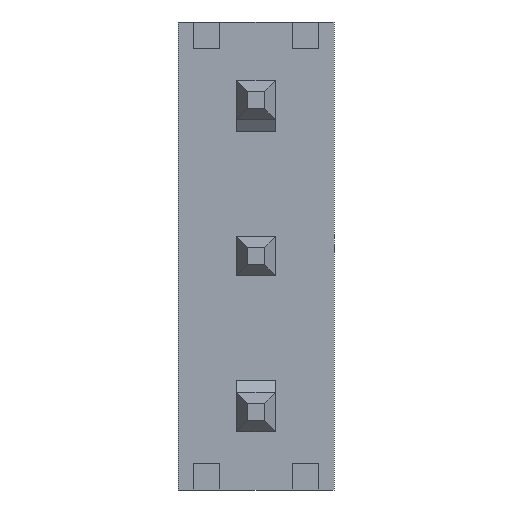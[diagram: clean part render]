
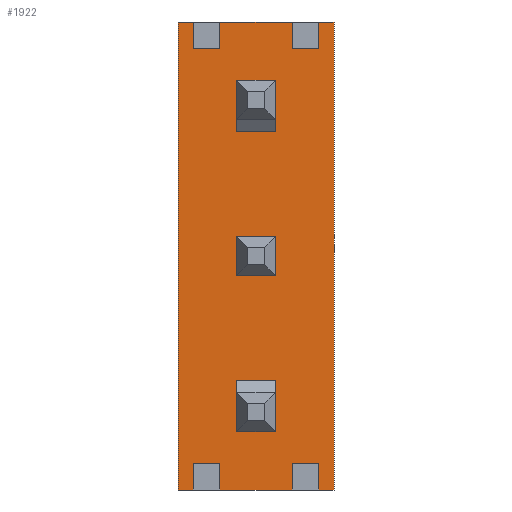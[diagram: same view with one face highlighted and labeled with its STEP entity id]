
A CAD part, front view. The second image highlights one B-rep face of the part: STEP entity #1922.
In plain terms, the highlighted planar face has unit normal (0, -1, 0).
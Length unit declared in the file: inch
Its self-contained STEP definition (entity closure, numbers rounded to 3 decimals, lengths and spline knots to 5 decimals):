
#167=ORIENTED_EDGE('',*,*,#583,.F.);
#168=ORIENTED_EDGE('',*,*,#655,.F.);
#169=ORIENTED_EDGE('',*,*,#594,.T.);
#170=ORIENTED_EDGE('',*,*,#608,.T.);
#171=ORIENTED_EDGE('',*,*,#601,.F.);
#172=ORIENTED_EDGE('',*,*,#656,.F.);
#173=ORIENTED_EDGE('',*,*,#588,.T.);
#174=ORIENTED_EDGE('',*,*,#607,.T.);
#175=ORIENTED_EDGE('',*,*,#653,.T.);
#176=ORIENTED_EDGE('',*,*,#610,.T.);
#177=ORIENTED_EDGE('',*,*,#586,.T.);
#178=ORIENTED_EDGE('',*,*,#657,.T.);
#179=ORIENTED_EDGE('',*,*,#597,.F.);
#180=ORIENTED_EDGE('',*,*,#609,.T.);
#181=ORIENTED_EDGE('',*,*,#592,.T.);
#182=ORIENTED_EDGE('',*,*,#658,.T.);
#183=ORIENTED_EDGE('',*,*,#579,.F.);
#184=ORIENTED_EDGE('',*,*,#614,.T.);
#185=ORIENTED_EDGE('',*,*,#651,.T.);
#186=ORIENTED_EDGE('',*,*,#603,.T.);
#187=ORIENTED_EDGE('',*,*,#645,.F.);
#188=ORIENTED_EDGE('',*,*,#622,.F.);
#189=ORIENTED_EDGE('',*,*,#619,.F.);
#190=ORIENTED_EDGE('',*,*,#616,.F.);
#191=ORIENTED_EDGE('',*,*,#647,.F.);
#192=ORIENTED_EDGE('',*,*,#632,.F.);
#193=ORIENTED_EDGE('',*,*,#629,.F.);
#194=ORIENTED_EDGE('',*,*,#626,.F.);
#195=ORIENTED_EDGE('',*,*,#649,.F.);
#196=ORIENTED_EDGE('',*,*,#642,.F.);
#197=ORIENTED_EDGE('',*,*,#639,.F.);
#198=ORIENTED_EDGE('',*,*,#636,.F.);
#579=EDGE_CURVE('',#849,#850,#1021,.T.);
#583=EDGE_CURVE('',#851,#852,#1025,.T.);
#586=EDGE_CURVE('',#854,#853,#1028,.T.);
#588=EDGE_CURVE('',#855,#856,#1030,.T.);
#592=EDGE_CURVE('',#858,#857,#1034,.T.);
#594=EDGE_CURVE('',#859,#860,#1036,.T.);
#597=EDGE_CURVE('',#861,#862,#1039,.T.);
#601=EDGE_CURVE('',#863,#864,#1043,.T.);
#603=EDGE_CURVE('',#865,#852,#1045,.T.);
#607=EDGE_CURVE('',#856,#868,#1049,.T.);
#608=EDGE_CURVE('',#860,#864,#1050,.T.);
#609=EDGE_CURVE('',#861,#858,#1051,.T.);
#610=EDGE_CURVE('',#869,#854,#1052,.T.);
#614=EDGE_CURVE('',#849,#872,#1056,.T.);
#616=EDGE_CURVE('',#874,#875,#1058,.T.);
#619=EDGE_CURVE('',#875,#877,#1061,.T.);
#622=EDGE_CURVE('',#877,#879,#1064,.T.);
#626=EDGE_CURVE('',#882,#883,#1068,.T.);
#629=EDGE_CURVE('',#883,#885,#1071,.T.);
#632=EDGE_CURVE('',#885,#887,#1074,.T.);
#636=EDGE_CURVE('',#890,#891,#1078,.T.);
#639=EDGE_CURVE('',#891,#893,#1081,.T.);
#642=EDGE_CURVE('',#893,#895,#1084,.T.);
#645=EDGE_CURVE('',#879,#874,#1087,.T.);
#647=EDGE_CURVE('',#887,#882,#1089,.T.);
#649=EDGE_CURVE('',#895,#890,#1091,.T.);
#651=EDGE_CURVE('',#872,#865,#1093,.T.);
#653=EDGE_CURVE('',#868,#869,#1095,.T.);
#655=EDGE_CURVE('',#859,#851,#1097,.T.);
#656=EDGE_CURVE('',#855,#863,#1098,.T.);
#657=EDGE_CURVE('',#853,#862,#1099,.T.);
#658=EDGE_CURVE('',#857,#850,#1100,.T.);
#849=VERTEX_POINT('',#2668);
#850=VERTEX_POINT('',#2669);
#851=VERTEX_POINT('',#2674);
#852=VERTEX_POINT('',#2676);
#853=VERTEX_POINT('',#2680);
#854=VERTEX_POINT('',#2682);
#855=VERTEX_POINT('',#2686);
#856=VERTEX_POINT('',#2687);
#857=VERTEX_POINT('',#2692);
#858=VERTEX_POINT('',#2694);
#859=VERTEX_POINT('',#2698);
#860=VERTEX_POINT('',#2699);
#861=VERTEX_POINT('',#2704);
#862=VERTEX_POINT('',#2705);
#863=VERTEX_POINT('',#2710);
#864=VERTEX_POINT('',#2712);
#865=VERTEX_POINT('',#2716);
#868=VERTEX_POINT('',#2722);
#869=VERTEX_POINT('',#2728);
#872=VERTEX_POINT('',#2734);
#874=VERTEX_POINT('',#2739);
#875=VERTEX_POINT('',#2741);
#877=VERTEX_POINT('',#2747);
#879=VERTEX_POINT('',#2753);
#882=VERTEX_POINT('',#2760);
#883=VERTEX_POINT('',#2762);
#885=VERTEX_POINT('',#2768);
#887=VERTEX_POINT('',#2774);
#890=VERTEX_POINT('',#2781);
#891=VERTEX_POINT('',#2783);
#893=VERTEX_POINT('',#2789);
#895=VERTEX_POINT('',#2795);
#1021=LINE('',#2667,#1291);
#1025=LINE('',#2675,#1295);
#1028=LINE('',#2681,#1298);
#1030=LINE('',#2685,#1300);
#1034=LINE('',#2693,#1304);
#1036=LINE('',#2697,#1306);
#1039=LINE('',#2703,#1309);
#1043=LINE('',#2711,#1313);
#1045=LINE('',#2715,#1315);
#1049=LINE('',#2723,#1319);
#1050=LINE('',#2724,#1320);
#1051=LINE('',#2726,#1321);
#1052=LINE('',#2727,#1322);
#1056=LINE('',#2735,#1326);
#1058=LINE('',#2740,#1328);
#1061=LINE('',#2746,#1331);
#1064=LINE('',#2752,#1334);
#1068=LINE('',#2761,#1338);
#1071=LINE('',#2767,#1341);
#1074=LINE('',#2773,#1344);
#1078=LINE('',#2782,#1348);
#1081=LINE('',#2788,#1351);
#1084=LINE('',#2794,#1354);
#1087=LINE('',#2800,#1357);
#1089=LINE('',#2803,#1359);
#1091=LINE('',#2806,#1361);
#1093=LINE('',#2809,#1363);
#1095=LINE('',#2812,#1365);
#1097=LINE('',#2816,#1367);
#1098=LINE('',#2817,#1368);
#1099=LINE('',#2818,#1369);
#1100=LINE('',#2819,#1370);
#1291=VECTOR('',#2165,39.37008);
#1295=VECTOR('',#2171,39.37008);
#1298=VECTOR('',#2176,39.37008);
#1300=VECTOR('',#2180,39.37008);
#1304=VECTOR('',#2186,39.37008);
#1306=VECTOR('',#2190,39.37008);
#1309=VECTOR('',#2195,39.37008);
#1313=VECTOR('',#2201,39.37008);
#1315=VECTOR('',#2205,39.37008);
#1319=VECTOR('',#2209,39.37008);
#1320=VECTOR('',#2210,39.37008);
#1321=VECTOR('',#2213,39.37008);
#1322=VECTOR('',#2214,39.37008);
#1326=VECTOR('',#2218,39.37008);
#1328=VECTOR('',#2222,39.37008);
#1331=VECTOR('',#2227,39.37008);
#1334=VECTOR('',#2232,39.37008);
#1338=VECTOR('',#2238,39.37008);
#1341=VECTOR('',#2243,39.37008);
#1344=VECTOR('',#2248,39.37008);
#1348=VECTOR('',#2254,39.37008);
#1351=VECTOR('',#2259,39.37008);
#1354=VECTOR('',#2264,39.37008);
#1357=VECTOR('',#2269,39.37008);
#1359=VECTOR('',#2273,39.37008);
#1361=VECTOR('',#2277,39.37008);
#1363=VECTOR('',#2281,39.37008);
#1365=VECTOR('',#2285,39.37008);
#1367=VECTOR('',#2291,39.37008);
#1368=VECTOR('',#2292,39.37008);
#1369=VECTOR('',#2293,39.37008);
#1370=VECTOR('',#2294,39.37008);
#1577=EDGE_LOOP('',(#167,#168,#169,#170,#171,#172,#173,#174,#175,#176,#177,
#178,#179,#180,#181,#182,#183,#184,#185,#186));
#1578=EDGE_LOOP('',(#187,#188,#189,#190));
#1579=EDGE_LOOP('',(#191,#192,#193,#194));
#1580=EDGE_LOOP('',(#195,#196,#197,#198));
#1697=FACE_BOUND('',#1577,.T.);
#1698=FACE_BOUND('',#1578,.T.);
#1699=FACE_BOUND('',#1579,.T.);
#1700=FACE_BOUND('',#1580,.T.);
#1814=PLANE('',#2056);
#1922=ADVANCED_FACE('',(#1697,#1698,#1699,#1700),#1814,.T.);
#2056=AXIS2_PLACEMENT_3D('',#2815,#2289,#2290);
#2165=DIRECTION('',(0.,0.,-1.));
#2171=DIRECTION('',(0.,0.,-1.));
#2176=DIRECTION('',(0.,0.,-1.));
#2180=DIRECTION('',(0.,0.,-1.));
#2186=DIRECTION('',(0.,0.,-1.));
#2190=DIRECTION('',(0.,0.,-1.));
#2195=DIRECTION('',(0.,0.,-1.));
#2201=DIRECTION('',(0.,0.,-1.));
#2205=DIRECTION('',(1.,0.,0.));
#2209=DIRECTION('',(1.,0.,0.));
#2210=DIRECTION('',(1.,0.,0.));
#2213=DIRECTION('',(-1.,0.,0.));
#2214=DIRECTION('',(-1.,0.,0.));
#2218=DIRECTION('',(-1.,0.,0.));
#2222=DIRECTION('',(1.,0.,0.));
#2227=DIRECTION('',(0.,0.,1.));
#2232=DIRECTION('',(-1.,0.,0.));
#2238=DIRECTION('',(1.,0.,0.));
#2243=DIRECTION('',(0.,0.,1.));
#2248=DIRECTION('',(-1.,0.,0.));
#2254=DIRECTION('',(1.,0.,0.));
#2259=DIRECTION('',(0.,0.,1.));
#2264=DIRECTION('',(-1.,0.,0.));
#2269=DIRECTION('',(0.,0.,-1.));
#2273=DIRECTION('',(0.,0.,-1.));
#2277=DIRECTION('',(0.,0.,-1.));
#2281=DIRECTION('',(0.,0.,-1.));
#2285=DIRECTION('',(0.,0.,1.));
#2289=DIRECTION('',(0.,-1.,0.));
#2290=DIRECTION('',(1.,0.,0.));
#2291=DIRECTION('',(-1.,0.,0.));
#2292=DIRECTION('',(-1.,0.,0.));
#2293=DIRECTION('',(-1.,0.,0.));
#2294=DIRECTION('',(-1.,0.,0.));
#2667=CARTESIAN_POINT('',(-0.04012,0.02,0.3));
#2668=CARTESIAN_POINT('',(-0.04012,0.02,0.15));
#2669=CARTESIAN_POINT('',(-0.04012,0.02,0.133));
#2674=CARTESIAN_POINT('',(-0.04012,0.02,-0.133));
#2675=CARTESIAN_POINT('',(-0.04012,0.02,0.3));
#2676=CARTESIAN_POINT('',(-0.04012,0.02,-0.15));
#2680=CARTESIAN_POINT('',(0.04012,0.02,0.133));
#2681=CARTESIAN_POINT('',(0.04012,0.02,0.3));
#2682=CARTESIAN_POINT('',(0.04012,0.02,0.15));
#2685=CARTESIAN_POINT('',(0.04012,0.02,0.3));
#2686=CARTESIAN_POINT('',(0.04012,0.02,-0.133));
#2687=CARTESIAN_POINT('',(0.04012,0.02,-0.15));
#2692=CARTESIAN_POINT('',(-0.02312,0.02,0.133));
#2693=CARTESIAN_POINT('',(-0.02312,0.02,0.3));
#2694=CARTESIAN_POINT('',(-0.02312,0.02,0.15));
#2697=CARTESIAN_POINT('',(-0.02312,0.02,0.3));
#2698=CARTESIAN_POINT('',(-0.02312,0.02,-0.133));
#2699=CARTESIAN_POINT('',(-0.02312,0.02,-0.15));
#2703=CARTESIAN_POINT('',(0.02312,0.02,0.3));
#2704=CARTESIAN_POINT('',(0.02312,0.02,0.15));
#2705=CARTESIAN_POINT('',(0.02312,0.02,0.133));
#2710=CARTESIAN_POINT('',(0.02312,0.02,-0.133));
#2711=CARTESIAN_POINT('',(0.02312,0.02,0.3));
#2712=CARTESIAN_POINT('',(0.02312,0.02,-0.15));
#2715=CARTESIAN_POINT('',(0.05,0.02,-0.15));
#2716=CARTESIAN_POINT('',(-0.05,0.02,-0.15));
#2722=CARTESIAN_POINT('',(0.05,0.02,-0.15));
#2723=CARTESIAN_POINT('',(0.05,0.02,-0.15));
#2724=CARTESIAN_POINT('',(0.05,0.02,-0.15));
#2726=CARTESIAN_POINT('',(-0.05,0.02,0.15));
#2727=CARTESIAN_POINT('',(-0.05,0.02,0.15));
#2728=CARTESIAN_POINT('',(0.05,0.02,0.15));
#2734=CARTESIAN_POINT('',(-0.05,0.02,0.15));
#2735=CARTESIAN_POINT('',(-0.05,0.02,0.15));
#2739=CARTESIAN_POINT('',(-0.0125,0.02,0.0875));
#2740=CARTESIAN_POINT('',(0.0125,0.02,0.0875));
#2741=CARTESIAN_POINT('',(0.0125,0.02,0.0875));
#2746=CARTESIAN_POINT('',(0.0125,0.02,0.1125));
#2747=CARTESIAN_POINT('',(0.0125,0.02,0.1125));
#2752=CARTESIAN_POINT('',(-0.0125,0.02,0.1125));
#2753=CARTESIAN_POINT('',(-0.0125,0.02,0.1125));
#2760=CARTESIAN_POINT('',(-0.0125,0.02,-0.0125));
#2761=CARTESIAN_POINT('',(0.0125,0.02,-0.0125));
#2762=CARTESIAN_POINT('',(0.0125,0.02,-0.0125));
#2767=CARTESIAN_POINT('',(0.0125,0.02,0.0125));
#2768=CARTESIAN_POINT('',(0.0125,0.02,0.0125));
#2773=CARTESIAN_POINT('',(-0.0125,0.02,0.0125));
#2774=CARTESIAN_POINT('',(-0.0125,0.02,0.0125));
#2781=CARTESIAN_POINT('',(-0.0125,0.02,-0.1125));
#2782=CARTESIAN_POINT('',(0.0125,0.02,-0.1125));
#2783=CARTESIAN_POINT('',(0.0125,0.02,-0.1125));
#2788=CARTESIAN_POINT('',(0.0125,0.02,-0.0875));
#2789=CARTESIAN_POINT('',(0.0125,0.02,-0.0875));
#2794=CARTESIAN_POINT('',(-0.0125,0.02,-0.0875));
#2795=CARTESIAN_POINT('',(-0.0125,0.02,-0.0875));
#2800=CARTESIAN_POINT('',(-0.0125,0.02,0.0875));
#2803=CARTESIAN_POINT('',(-0.0125,0.02,-0.0125));
#2806=CARTESIAN_POINT('',(-0.0125,0.02,-0.1125));
#2809=CARTESIAN_POINT('',(-0.05,0.02,-0.15));
#2812=CARTESIAN_POINT('',(0.05,0.02,0.15));
#2815=CARTESIAN_POINT('',(-0.04012,0.02,0.3));
#2816=CARTESIAN_POINT('',(0.1,0.02,-0.133));
#2817=CARTESIAN_POINT('',(0.1,0.02,-0.133));
#2818=CARTESIAN_POINT('',(0.1,0.02,0.133));
#2819=CARTESIAN_POINT('',(0.1,0.02,0.133));
